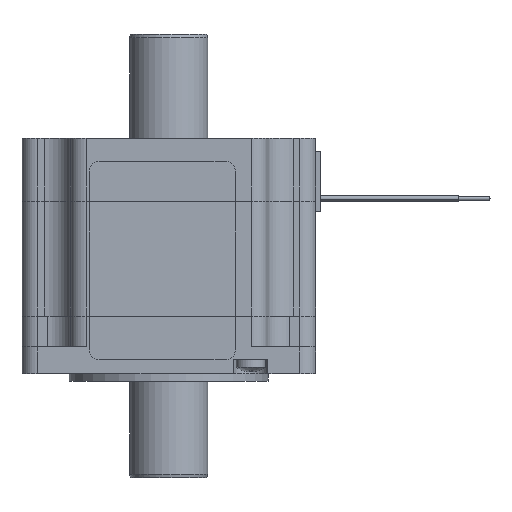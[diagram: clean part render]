
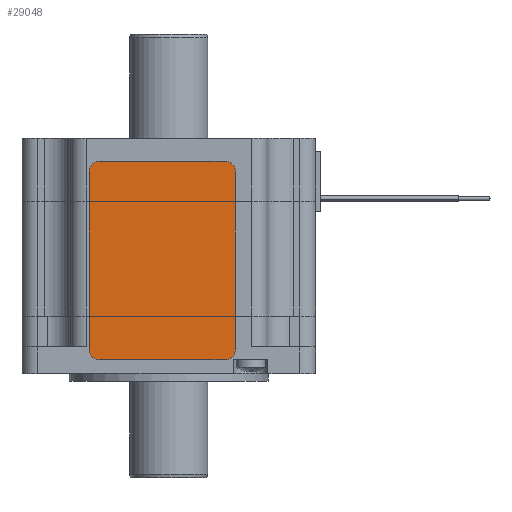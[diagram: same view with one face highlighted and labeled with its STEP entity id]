
A CAD part, front view. The second image highlights one B-rep face of the part: STEP entity #29048.
In plain terms, the highlighted face is planar.
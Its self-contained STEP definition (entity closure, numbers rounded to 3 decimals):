
#2994=FACE_OUTER_BOUND('',#4729,.T.);
#4729=EDGE_LOOP('',(#26774,#26775,#26776,#26777,#26778,#26779,#26780,#26781));
#7045=LINE('',#50503,#9365);
#7049=LINE('',#50515,#9369);
#7053=LINE('',#50527,#9373);
#7057=LINE('',#50537,#9377);
#9365=VECTOR('',#41755,34.);
#9369=VECTOR('',#41767,24.);
#9373=VECTOR('',#41779,34.);
#9377=VECTOR('',#41791,24.);
#11199=CIRCLE('',#32522,2.);
#11201=CIRCLE('',#32526,2.);
#11203=CIRCLE('',#32530,2.);
#11205=CIRCLE('',#32534,2.);
#14052=VERTEX_POINT('',#50494);
#14053=VERTEX_POINT('',#50496);
#14055=VERTEX_POINT('',#50502);
#14057=VERTEX_POINT('',#50508);
#14059=VERTEX_POINT('',#50514);
#14061=VERTEX_POINT('',#50520);
#14063=VERTEX_POINT('',#50526);
#14065=VERTEX_POINT('',#50532);
#18296=EDGE_CURVE('',#14053,#14052,#11199,.T.);
#18299=EDGE_CURVE('',#14055,#14053,#7045,.T.);
#18302=EDGE_CURVE('',#14057,#14055,#11201,.T.);
#18305=EDGE_CURVE('',#14059,#14057,#7049,.T.);
#18308=EDGE_CURVE('',#14061,#14059,#11203,.T.);
#18311=EDGE_CURVE('',#14063,#14061,#7053,.T.);
#18314=EDGE_CURVE('',#14065,#14063,#11205,.T.);
#18317=EDGE_CURVE('',#14052,#14065,#7057,.T.);
#26774=ORIENTED_EDGE('',*,*,#18317,.T.);
#26775=ORIENTED_EDGE('',*,*,#18314,.T.);
#26776=ORIENTED_EDGE('',*,*,#18311,.T.);
#26777=ORIENTED_EDGE('',*,*,#18308,.T.);
#26778=ORIENTED_EDGE('',*,*,#18305,.T.);
#26779=ORIENTED_EDGE('',*,*,#18302,.T.);
#26780=ORIENTED_EDGE('',*,*,#18299,.T.);
#26781=ORIENTED_EDGE('',*,*,#18296,.T.);
#27525=PLANE('',#32536);
#29048=ADVANCED_FACE('',(#2994),#27525,.T.);
#32522=AXIS2_PLACEMENT_3D('',#50497,#41749,#41750);
#32526=AXIS2_PLACEMENT_3D('',#50509,#41761,#41762);
#32530=AXIS2_PLACEMENT_3D('',#50521,#41773,#41774);
#32534=AXIS2_PLACEMENT_3D('',#50533,#41785,#41786);
#32536=AXIS2_PLACEMENT_3D('',#50538,#41792,#41793);
#41749=DIRECTION('center_axis',(0.,0.,1.));
#41750=DIRECTION('ref_axis',(0.,1.,0.));
#41755=DIRECTION('',(-1.,0.,0.));
#41761=DIRECTION('center_axis',(0.,0.,1.));
#41762=DIRECTION('ref_axis',(1.,0.,0.));
#41767=DIRECTION('',(0.,1.,0.));
#41773=DIRECTION('center_axis',(0.,0.,1.));
#41774=DIRECTION('ref_axis',(0.,-1.,0.));
#41779=DIRECTION('',(1.,0.,0.));
#41785=DIRECTION('center_axis',(0.,0.,1.));
#41786=DIRECTION('ref_axis',(-1.,0.,0.));
#41791=DIRECTION('',(0.,-1.,0.));
#41792=DIRECTION('center_axis',(0.,0.,1.));
#41793=DIRECTION('ref_axis',(1.,0.,0.));
#50494=CARTESIAN_POINT('',(0.,26.,0.1));
#50496=CARTESIAN_POINT('',(2.,28.,0.1));
#50497=CARTESIAN_POINT('Origin',(2.,26.,0.1));
#50502=CARTESIAN_POINT('',(36.,28.,0.1));
#50503=CARTESIAN_POINT('',(36.,28.,0.1));
#50508=CARTESIAN_POINT('',(38.,26.,0.1));
#50509=CARTESIAN_POINT('Origin',(36.,26.,0.1));
#50514=CARTESIAN_POINT('',(38.,2.,0.1));
#50515=CARTESIAN_POINT('',(38.,2.,0.1));
#50520=CARTESIAN_POINT('',(36.,0.,0.1));
#50521=CARTESIAN_POINT('Origin',(36.,2.,0.1));
#50526=CARTESIAN_POINT('',(2.,0.,0.1));
#50527=CARTESIAN_POINT('',(2.,0.,0.1));
#50532=CARTESIAN_POINT('',(0.,2.,0.1));
#50533=CARTESIAN_POINT('Origin',(2.,2.,0.1));
#50537=CARTESIAN_POINT('',(0.,26.,0.1));
#50538=CARTESIAN_POINT('Origin',(19.,14.,0.1));
